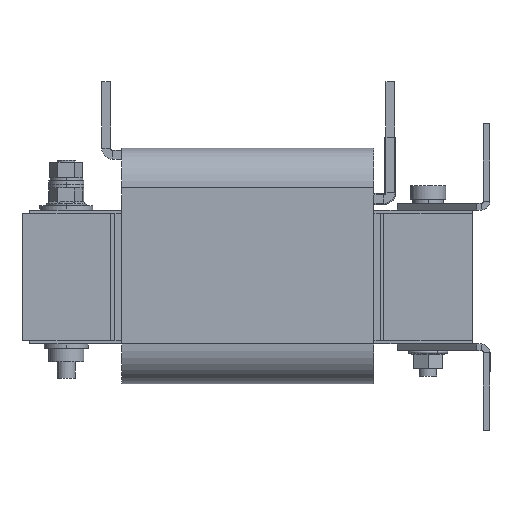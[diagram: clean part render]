
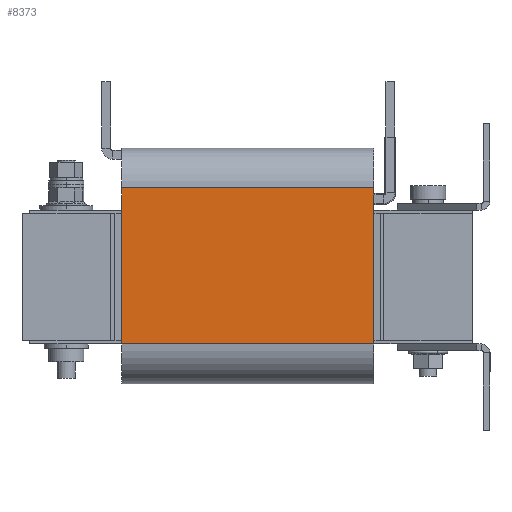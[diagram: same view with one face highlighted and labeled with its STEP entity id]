
A CAD part, left-side view. The second image highlights one B-rep face of the part: STEP entity #8373.
In plain terms, the highlighted planar face has unit normal (-1, 0, 0).
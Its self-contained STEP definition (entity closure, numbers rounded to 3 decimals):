
#613 = CARTESIAN_POINT ( 'NONE',  ( -118., 57., 40.25 ) ) ;
#1627 = AXIS2_PLACEMENT_3D ( 'NONE', #613, #1697, #11876 ) ;
#1697 = DIRECTION ( 'NONE',  ( 1., 0., 0. ) ) ;
#2799 = ORIENTED_EDGE ( 'NONE', *, *, #8973, .F. ) ;
#2990 = CARTESIAN_POINT ( 'NONE',  ( -118., 57., -30.25 ) ) ;
#3229 = VERTEX_POINT ( 'NONE', #2990 ) ;
#3289 = VERTEX_POINT ( 'NONE', #12972 ) ;
#3350 = CARTESIAN_POINT ( 'NONE',  ( -118., 57., 40.25 ) ) ;
#4051 = LINE ( 'NONE', #13122, #12132 ) ;
#4184 = VECTOR ( 'NONE', #5222, 1000. ) ;
#4569 = DIRECTION ( 'NONE',  ( 0., 0., 1. ) ) ;
#4685 = VERTEX_POINT ( 'NONE', #6857 ) ;
#4890 = FACE_OUTER_BOUND ( 'NONE', #7674, .T. ) ;
#5222 = DIRECTION ( 'NONE',  ( 0., -1., 0. ) ) ;
#5323 = ORIENTED_EDGE ( 'NONE', *, *, #9824, .T. ) ;
#5722 = ORIENTED_EDGE ( 'NONE', *, *, #8378, .T. ) ;
#5775 = CARTESIAN_POINT ( 'NONE',  ( -118., -57., -30.25 ) ) ;
#6857 = CARTESIAN_POINT ( 'NONE',  ( -118., 57., 40.25 ) ) ;
#7674 = EDGE_LOOP ( 'NONE', ( #5323, #10483, #2799, #5722 ) ) ;
#7716 = LINE ( 'NONE', #10309, #12627 ) ;
#7861 = DIRECTION ( 'NONE',  ( 0., -1., 0. ) ) ;
#8373 = ADVANCED_FACE ( 'NONE', ( #4890 ), #8519, .F. ) ;
#8378 = EDGE_CURVE ( 'NONE', #3229, #13199, #10153, .T. ) ;
#8519 = PLANE ( 'NONE',  #1627 ) ;
#8973 = EDGE_CURVE ( 'NONE', #3229, #4685, #4051, .T. ) ;
#9824 = EDGE_CURVE ( 'NONE', #13199, #3289, #7716, .T. ) ;
#10153 = LINE ( 'NONE', #12938, #4184 ) ;
#10309 = CARTESIAN_POINT ( 'NONE',  ( -118., -57., 40.25 ) ) ;
#10483 = ORIENTED_EDGE ( 'NONE', *, *, #10658, .F. ) ;
#10504 = LINE ( 'NONE', #3350, #12777 ) ;
#10658 = EDGE_CURVE ( 'NONE', #4685, #3289, #10504, .T. ) ;
#10764 = DIRECTION ( 'NONE',  ( 0., 0., 1. ) ) ;
#11876 = DIRECTION ( 'NONE',  ( 0., -1., 0. ) ) ;
#12132 = VECTOR ( 'NONE', #10764, 1000. ) ;
#12627 = VECTOR ( 'NONE', #4569, 1000. ) ;
#12777 = VECTOR ( 'NONE', #7861, 1000. ) ;
#12938 = CARTESIAN_POINT ( 'NONE',  ( -118., 57., -30.25 ) ) ;
#12972 = CARTESIAN_POINT ( 'NONE',  ( -118., -57., 40.25 ) ) ;
#13122 = CARTESIAN_POINT ( 'NONE',  ( -118., 57., 40.25 ) ) ;
#13199 = VERTEX_POINT ( 'NONE', #5775 ) ;
